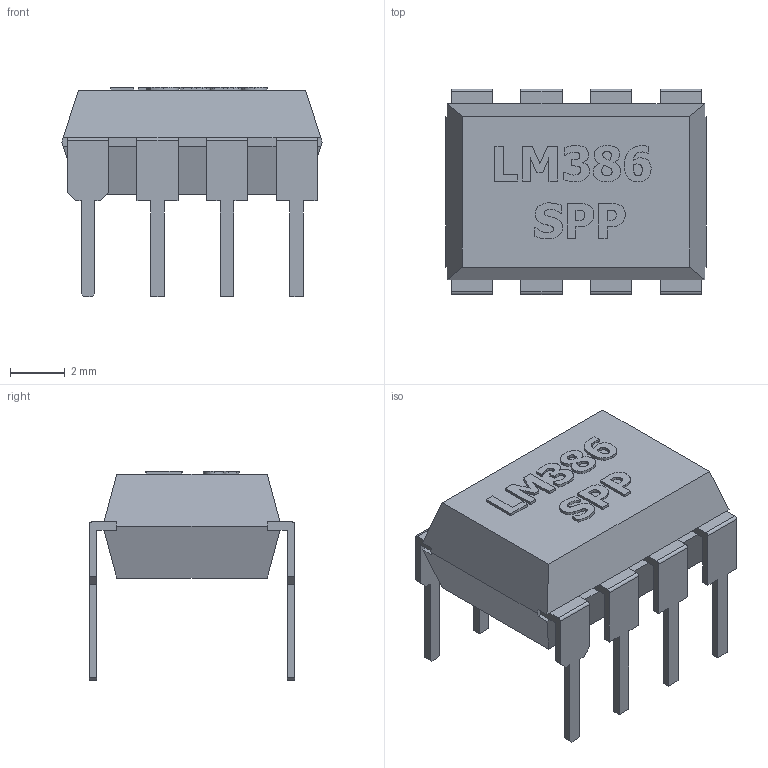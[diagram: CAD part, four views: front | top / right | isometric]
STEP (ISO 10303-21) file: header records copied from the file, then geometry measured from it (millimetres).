
FILE_DESCRIPTION(/* description */ (''),/* implementation_level */ '2;1');
FILE_NAME(/* name */ 'LM386 SPP.stp',/* time_stamp */ '2021-08-24T00:37:44+03:00',/* author */ ('Станислав Петков'),/* organization */ (''),/* preprocessor_version */ 'ST-DEVELOPER v16.13',/* originating_system */ 'Autodesk Inventor 2018',/* authorisation */ '');
FILE_SCHEMA (('AUTOMOTIVE_DESIGN { 1 0 10303 214 3 1 1 }'));
Length unit declared in the file: millimetre
Products named in the file (1): LM386 SPP
Bounding box: 9.5 x 7.5 x 7.65 mm (x, y, z)
Volume: 215 mm3; surface area: 335.7 mm2
Topology: 1 solids, 1 shells, 306 faces, 841 edges, 550 vertices
Faces by surface type: plane 200, bspline 98, cylinder 8
Entity records: 10417 total; most frequent: CARTESIAN_POINT 2972, ORIENTED_EDGE 1682, DIRECTION 1079, EDGE_CURVE 841, LINE 629, VECTOR 629, VERTEX_POINT 550, EDGE_LOOP 319
